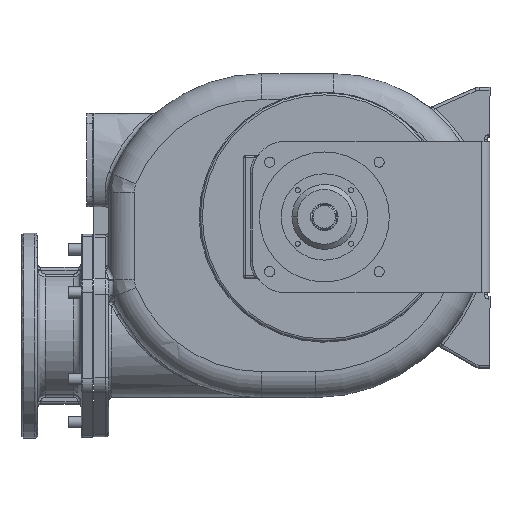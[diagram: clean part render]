
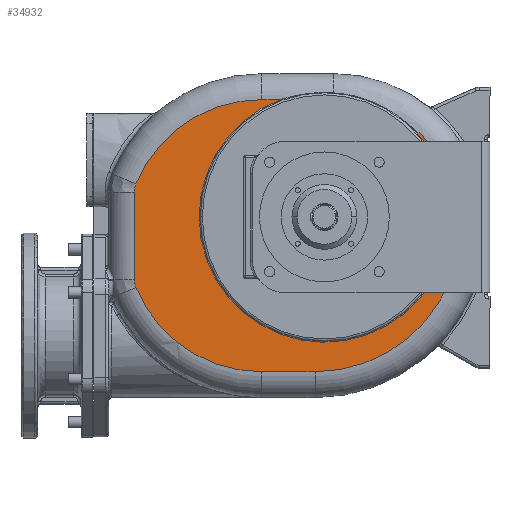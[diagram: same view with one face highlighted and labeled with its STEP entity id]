
A CAD part, left-side view. The second image highlights one B-rep face of the part: STEP entity #34932.
In plain terms, the highlighted planar face has unit normal (-1, 0, 0).
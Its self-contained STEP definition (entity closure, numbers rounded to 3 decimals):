
#9722=CARTESIAN_POINT('',(-156.,217.,-13.));
#9723=DIRECTION('',(-1.,0.,0.));
#9724=DIRECTION('',(0.,-1.,0.));
#9725=AXIS2_PLACEMENT_3D('',#9722,#9723,#9724);
#9727=CARTESIAN_POINT('',(-156.,243.,-13.));
#9728=DIRECTION('',(-1.,0.,0.));
#9729=DIRECTION('',(0.,0.,-1.));
#9730=AXIS2_PLACEMENT_3D('',#9727,#9728,#9729);
#9732=DIRECTION('',(0.,-1.,0.));
#9733=VECTOR('',#9732,74.);
#9734=CARTESIAN_POINT('',(-156.,317.,-215.));
#9735=LINE('',#9734,#9733);
#9736=CARTESIAN_POINT('',(-156.,317.,-26.));
#9737=DIRECTION('',(-1.,0.,0.));
#9738=DIRECTION('',(0.,0.925,-0.381));
#9739=AXIS2_PLACEMENT_3D('',#9736,#9737,#9738);
#9741=CARTESIAN_POINT('',(-156.,464.125,-86.622));
#9742=DIRECTION('',(-1.,0.,0.));
#9743=DIRECTION('',(0.,1.,0.));
#9744=AXIS2_PLACEMENT_3D('',#9741,#9742,#9743);
#9746=DIRECTION('',(0.,0.,-1.));
#9747=VECTOR('',#9746,121.244);
#9748=CARTESIAN_POINT('',(-156.,494.,34.622));
#9749=LINE('',#9748,#9747);
#9750=CARTESIAN_POINT('',(-156.,464.125,34.622));
#9751=DIRECTION('',(-1.,0.,0.));
#9752=DIRECTION('',(0.,0.925,0.381));
#9753=AXIS2_PLACEMENT_3D('',#9750,#9751,#9752);
#9755=CARTESIAN_POINT('',(-156.,317.,-26.));
#9756=DIRECTION('',(-1.,0.,0.));
#9757=DIRECTION('',(0.,0.,1.));
#9758=AXIS2_PLACEMENT_3D('',#9755,#9756,#9757);
#9760=DIRECTION('',(0.,1.,0.));
#9761=VECTOR('',#9760,26.115);
#9762=CARTESIAN_POINT('',(-156.,290.885,163.));
#9763=LINE('',#9762,#9761);
#9764=CARTESIAN_POINT('',(-156.,230.,0.));
#9765=DIRECTION('',(1.,0.,0.));
#9766=DIRECTION('',(0.,-0.666,0.746));
#9767=AXIS2_PLACEMENT_3D('',#9764,#9765,#9766);
#9936=CARTESIAN_POINT('',(-156.,290.885,163.));
#9953=CARTESIAN_POINT('',(-156.,114.122,129.801));
#21703=CARTESIAN_POINT('',(-156.,494.,34.622));
#21704=CARTESIAN_POINT('',(-156.,494.,-86.622));
#21705=VERTEX_POINT('',#21703);
#21706=VERTEX_POINT('',#21704);
#21707=CARTESIAN_POINT('',(-156.,491.747,-98.003));
#21708=CARTESIAN_POINT('',(-156.,317.,-215.));
#21709=VERTEX_POINT('',#21707);
#21710=VERTEX_POINT('',#21708);
#21711=CARTESIAN_POINT('',(-156.,243.,-215.));
#21712=VERTEX_POINT('',#21711);
#21715=CARTESIAN_POINT('',(-156.,41.,-13.));
#21716=VERTEX_POINT('',#21715);
#21719=CARTESIAN_POINT('',(-156.,317.,163.));
#21720=CARTESIAN_POINT('',(-156.,491.747,46.003));
#21721=VERTEX_POINT('',#21719);
#21722=VERTEX_POINT('',#21720);
#22061=VERTEX_POINT('',#9953);
#22066=VERTEX_POINT('',#9936);
#34908=CARTESIAN_POINT('',(-156.,230.,0.));
#34909=DIRECTION('',(1.,0.,0.));
#34910=DIRECTION('',(0.,0.,1.));
#34911=AXIS2_PLACEMENT_3D('',#34908,#34909,#34910);
#34912=PLANE('',#34911);
#34914=ORIENTED_EDGE('',*,*,#34913,.F.);
#34916=ORIENTED_EDGE('',*,*,#34915,.F.);
#34917=ORIENTED_EDGE('',*,*,#34898,.F.);
#34919=ORIENTED_EDGE('',*,*,#34918,.F.);
#34921=ORIENTED_EDGE('',*,*,#34920,.F.);
#34923=ORIENTED_EDGE('',*,*,#34922,.F.);
#34924=ORIENTED_EDGE('',*,*,#30873,.F.);
#34925=ORIENTED_EDGE('',*,*,#30904,.F.);
#34927=ORIENTED_EDGE('',*,*,#34926,.F.);
#34929=ORIENTED_EDGE('',*,*,#34928,.F.);
#34930=EDGE_LOOP('',(#34914,#34916,#34917,#34919,#34921,#34923,#34924,#34925,
#34927,#34929));
#34931=FACE_OUTER_BOUND('',#34930,.F.);
#34932=ADVANCED_FACE('',(#34931),#34912,.F.);
#9726=CIRCLE('',#9725,176.);
#9731=CIRCLE('',#9730,202.);
#9740=CIRCLE('',#9739,189.);
#9745=CIRCLE('',#9744,29.875);
#9754=CIRCLE('',#9753,29.875);
#9759=CIRCLE('',#9758,189.);
#9768=CIRCLE('',#9767,174.);
#30873=EDGE_CURVE('',#21705,#21706,#9749,.T.);
#30904=EDGE_CURVE('',#21722,#21705,#9754,.T.);
#34898=EDGE_CURVE('',#21712,#21716,#9731,.T.);
#34913=EDGE_CURVE('',#22061,#22066,#9768,.T.);
#34915=EDGE_CURVE('',#21716,#22061,#9726,.T.);
#34918=EDGE_CURVE('',#21710,#21712,#9735,.T.);
#34920=EDGE_CURVE('',#21709,#21710,#9740,.T.);
#34922=EDGE_CURVE('',#21706,#21709,#9745,.T.);
#34926=EDGE_CURVE('',#21721,#21722,#9759,.T.);
#34928=EDGE_CURVE('',#22066,#21721,#9763,.T.);
